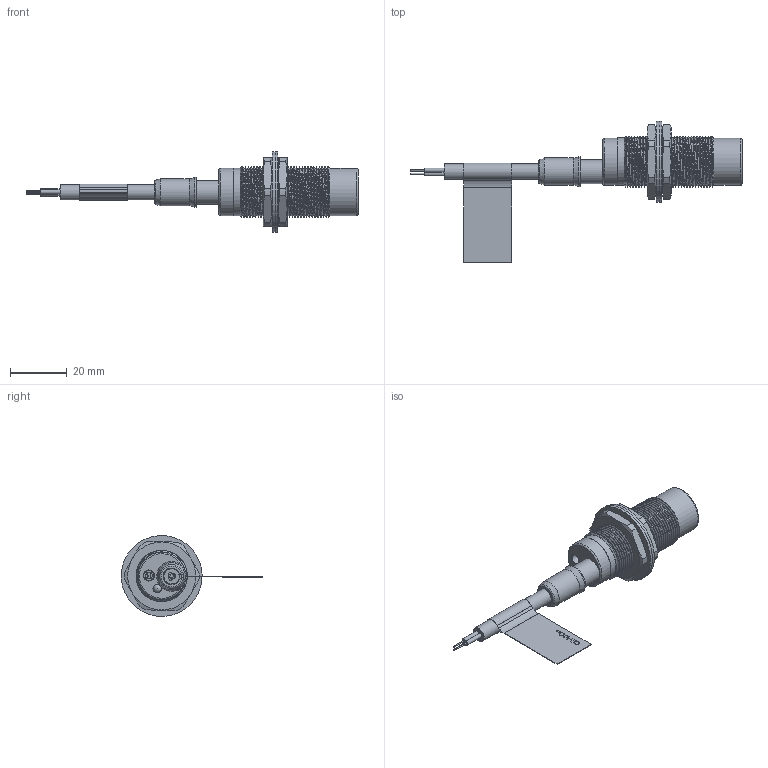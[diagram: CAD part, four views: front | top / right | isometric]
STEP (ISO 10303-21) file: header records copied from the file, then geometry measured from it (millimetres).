
FILE_DESCRIPTION(/* description */ ('Unknown'),/* implementation_level */ '2;1');
FILE_NAME(/* name */ '_VBI-M18-44S',/* time_stamp */ '2022-04-20T15:12:22+05:00',/* author */ ('Unknown'),/* organization */ ('Unknown'),/* preprocessor_version */ 'ST-DEVELOPER v16.7',/* originating_system */ 'Solid Edge',/* authorisation */ 'Unknown');
FILE_SCHEMA (('AUTOMOTIVE_DESIGN {1 0 10303 214 3 1 1}'));
Length unit declared in the file: millimetre
Products named in the file (17): ﾂﾁﾈ-ﾌ18-34(44)ﾑ-2ﾕﾕﾕ..; À0.192 Êîðïóñ; Â0.098 Óïëîòíåíèå íà øòóöåð ; Á0.142 Êðûøêà (òèï Ñ); 11.431.000 (2ﾕﾕﾕ); 11.311.101 êàòóøêà èíäóêòèâíîñòè; À4.014 Êàðêàñ êàòóøêè; ×àøêà ×14; Ä1.009 Äåðæàòåëü (Ì18-öàíãà-2); Ïëàòà; Ã1.003 Êîëïà÷îê; Ý6.006  (Þ01Ý612Õ) ïðÿìîé; L-34ID êðàñíûé íîæêè 6 ìì; Êîëüöî 13,0õ1,0 (013-015-10); Ýòèêåòêà 70õ17 äëÿ ÂÁÈ-Ì12 íà êàáåëü; Ê1.004 Ãàéêà Ì18õ1; ﾊ2.001 ﾘ琺矜 ⅰⅱ浯
Assembly tree (18 placements, depth 4):
  ﾂﾁﾈ-ﾌ18-34(44)ﾑ-2ﾕﾕﾕ..
    À0.192 Êîðïóñ
    Â0.098 Óïëîòíåíèå íà øòóöåð 
    Á0.142 Êðûøêà (òèï Ñ)
    11.431.000 (2ﾕﾕﾕ)
      11.311.101 êàòóøêà èíäóêòèâíîñòè
        À4.014 Êàðêàñ êàòóøêè
        ×àøêà ×14
      Ä1.009 Äåðæàòåëü (Ì18-öàíãà-2)
      Ïëàòà
      Ã1.003 Êîëïà÷îê
    Ý6.006  (Þ01Ý612Õ) ïðÿìîé
    L-34ID êðàñíûé íîæêè 6 ìì
    Êîëüöî 13,0õ1,0 (013-015-10)
    Ýòèêåòêà 70õ17 äëÿ ÂÁÈ-Ì12 íà êàáåëü
    Ê1.004 Ãàéêà Ì18õ1  x2
    ﾊ2.001 ﾘ琺矜 ⅰⅱ浯  x2
Bounding box: 117 x 49.83 x 28.47 mm (x, y, z)
Volume: 11959.3 mm3; surface area: 19879.1 mm2
Topology: 16 solids, 16 shells, 596 faces, 1600 edges, 1078 vertices
Faces by surface type: plane 210, cylinder 167, bspline 154, cone 53, torus 11, sphere 1
Full cylindrical faces by diameter (mm): 0.35 x6, 0.5 x1, 2.4 x1, 3 x3, 3.55 x1, 5.4 x1, 5.8 x1, 6 x1, 6.1 x1, 7 x1, 7.1 x1, 7.4 x2, 7.8 x2, 8 x3, 8.4 x4, 9.6 x1, 10.5 x1, 11.6 x1, 13 x1, 13.6 x1, 14.5 x1, 15 x1, 15.1 x3, 15.2 x1, 15.3 x1, 15.38 x1, 15.5 x1, 15.6 x1, 16.6 x1, 16.7 x2
Entity records: 20577 total; most frequent: CARTESIAN_POINT 9502, ORIENTED_EDGE 2180, DIRECTION 1820, EDGE_CURVE 1090, VERTEX_POINT 777, AXIS2_PLACEMENT_3D 685, FACE_BOUND 615, EDGE_LOOP 614
